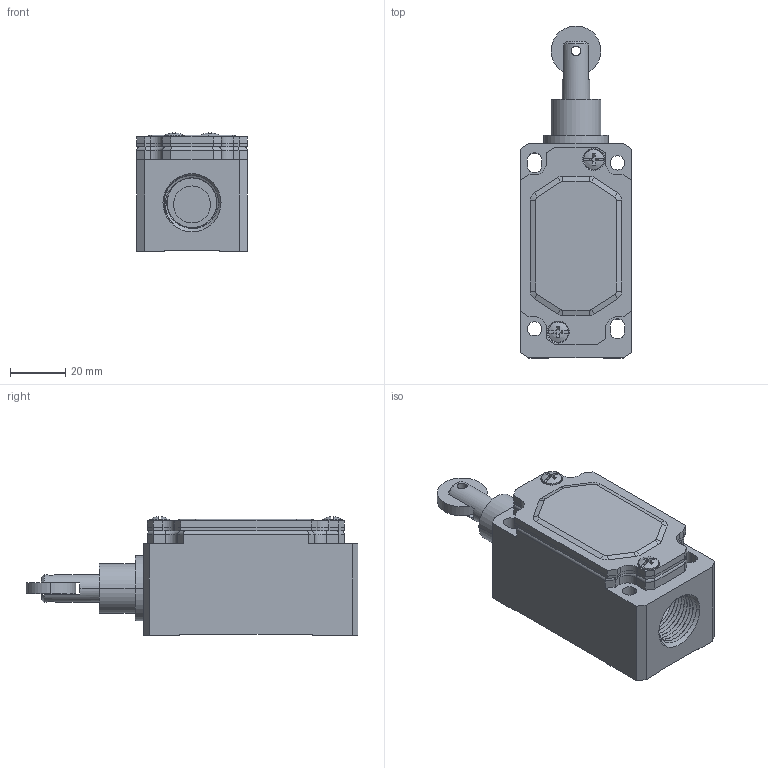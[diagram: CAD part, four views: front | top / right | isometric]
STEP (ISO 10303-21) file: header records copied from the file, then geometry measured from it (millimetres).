
FILE_DESCRIPTION((''),'2;1');
FILE_NAME('212888_ASM','2019-09-30T13:52:54',('pdmadmin'),('BANNER ENGINEERING'),'CREO PARAMETRIC BY PTC INC, 2018300','CREO PARAMETRIC BY PTC INC, 2018300','');
FILE_SCHEMA(('CONFIG_CONTROL_DESIGN'));
Length unit declared in the file: millimetre
Products named in the file (8): SI-LM40_INTERLOCK_BODY; SI-LM40_INTERLOCK_BODY_GASKET_AF0; SI-LM40_INTERLOCK_BODY_COVER; SI-LM40_INTERLOCK_BODY_SCREW; 93042_2; 93042_1; 93042---SI-LM40RC18E_ASM; 212888_ASM
Assembly tree (8 placements, depth 3):
  212888_ASM
    93042---SI-LM40RC18E_ASM
      SI-LM40_INTERLOCK_BODY
      SI-LM40_INTERLOCK_BODY_GASKET_AF0
      SI-LM40_INTERLOCK_BODY_COVER
      SI-LM40_INTERLOCK_BODY_SCREW  x2
      93042_2
      93042_1
Bounding box: 40 x 120 x 42.78 mm (x, y, z)
Volume: 59866.1 mm3; surface area: 39497.9 mm2
Topology: 7 solids, 13 shells, 387 faces, 1017 edges, 658 vertices
Faces by surface type: plane 205, cylinder 133, cone 32, bspline 9, torus 4, sphere 4
Entity records: 13657 total; most frequent: CARTESIAN_POINT 4373, DIRECTION 1906, ORIENTED_EDGE 1886, EDGE_CURVE 955, AXIS2_PLACEMENT_3D 643, VECTOR 620, LINE 620, VERTEX_POINT 620
